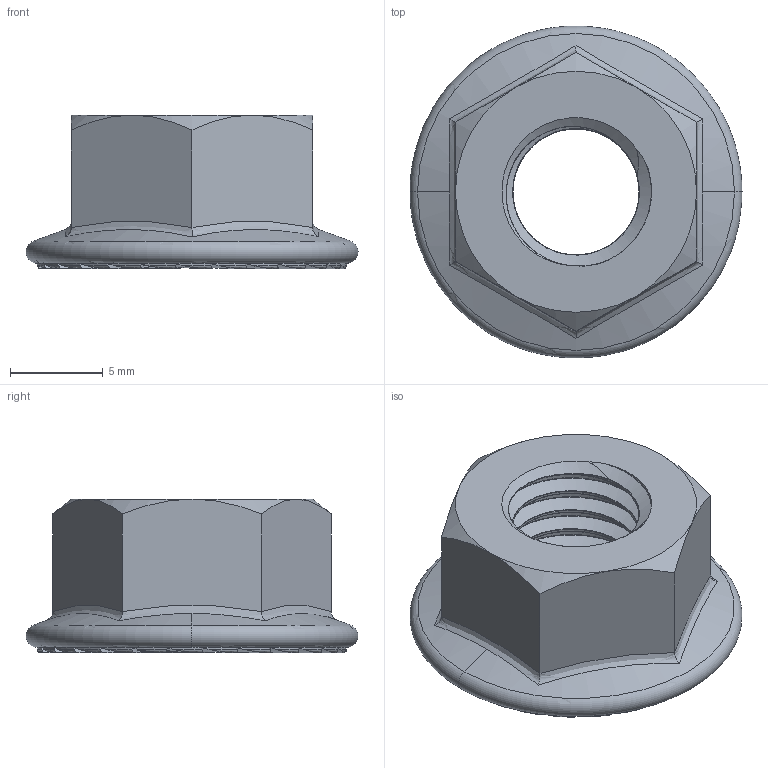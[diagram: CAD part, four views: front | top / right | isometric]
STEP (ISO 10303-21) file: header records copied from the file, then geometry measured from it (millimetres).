
FILE_DESCRIPTION (( 'STEP AP203' ), '1' );
FILE_NAME ('AL-7008 Ãàéêà ôëàíöåâàÿ ðèôëåíàÿ Ì8.STEP', '2024-09-30T13:47:34', ( '' ), ( '' ), 'SwSTEP 2.0', 'SolidWorks 2021', '' );
FILE_SCHEMA (( 'CONFIG_CONTROL_DESIGN' ));
Length unit declared in the file: millimetre
Products named in the file (1): AL-7008 Ãàéêà ôëàíöåâàÿ ðèôëåíàÿ Ì8
Bounding box: 17.9 x 17.9 x 8.3 mm (x, y, z)
Volume: 970.2 mm3; surface area: 1076.9 mm2
Topology: 1 solids, 1 shells, 224 faces, 529 edges, 307 vertices
Faces by surface type: bspline 72, cylinder 71, torus 59, cone 10, plane 8, sphere 4
Entity records: 17585 total; most frequent: CARTESIAN_POINT 13261, ORIENTED_EDGE 1058, DIRECTION 619, EDGE_CURVE 529, B_SPLINE_CURVE_WITH_KNOTS 359, VERTEX_POINT 307, AXIS2_PLACEMENT_3D 298, EDGE_LOOP 226
